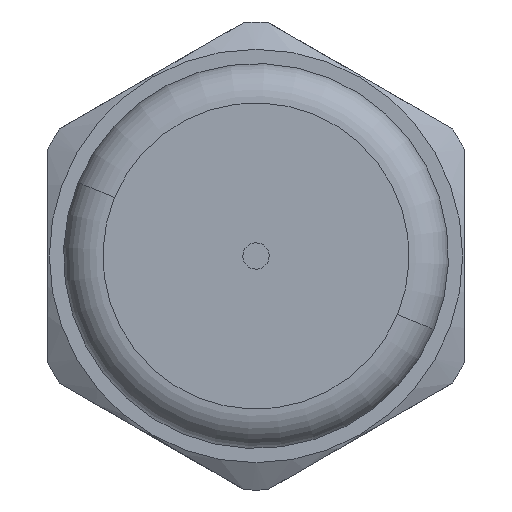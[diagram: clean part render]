
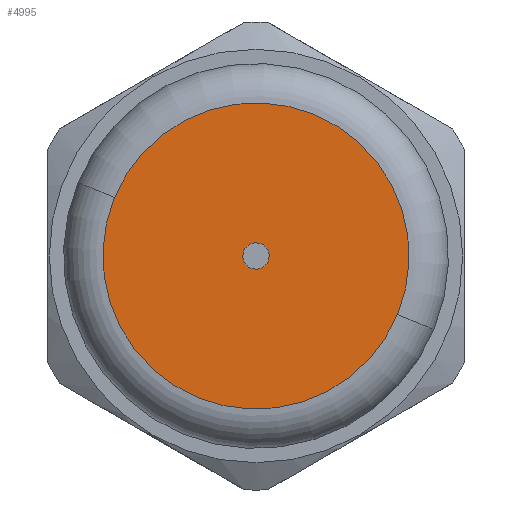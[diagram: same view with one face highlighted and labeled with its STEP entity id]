
A CAD part, left-side view. The second image highlights one B-rep face of the part: STEP entity #4995.
In plain terms, the highlighted planar face has unit normal (-1, 0, 0).
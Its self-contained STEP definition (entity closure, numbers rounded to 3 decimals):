
#295 = DIRECTION ( 'NONE',  ( 0., 0.924, 0.382 ) ) ;
#821 = CARTESIAN_POINT ( 'NONE',  ( -21.9, 6.47, 2.673 ) ) ;
#1145 = AXIS2_PLACEMENT_3D ( 'NONE', #5570, #2644, #6130 ) ;
#1356 = AXIS2_PLACEMENT_3D ( 'NONE', #6149, #1482, #6732 ) ;
#1482 = DIRECTION ( 'NONE',  ( -1., 0., 0. ) ) ;
#1747 = DIRECTION ( 'NONE',  ( -1., 0., 0. ) ) ;
#1888 = ORIENTED_EDGE ( 'NONE', *, *, #2566, .F. ) ;
#2462 = AXIS2_PLACEMENT_3D ( 'NONE', #4107, #1747, #5881 ) ;
#2467 = FACE_OUTER_BOUND ( 'NONE', #7004, .T. ) ;
#2473 = EDGE_CURVE ( 'NONE', #7508, #4172, #2748, .T. ) ;
#2566 = EDGE_CURVE ( 'NONE', #4848, #5885, #5872, .T. ) ;
#2644 = DIRECTION ( 'NONE',  ( 1., 0., 0. ) ) ;
#2748 = CIRCLE ( 'NONE', #6314, 7. ) ;
#2826 = CARTESIAN_POINT ( 'NONE',  ( -21.9, -6.47, -2.673 ) ) ;
#2842 = ORIENTED_EDGE ( 'NONE', *, *, #2890, .F. ) ;
#2890 = EDGE_CURVE ( 'NONE', #5885, #4848, #4665, .T. ) ;
#3181 = CARTESIAN_POINT ( 'NONE',  ( -21.9, 0., 0. ) ) ;
#3578 = CARTESIAN_POINT ( 'NONE',  ( -21.9, -0.555, -0.229 ) ) ;
#3727 = CIRCLE ( 'NONE', #1356, 7. ) ;
#4107 = CARTESIAN_POINT ( 'NONE',  ( -21.9, 0., 0. ) ) ;
#4113 = AXIS2_PLACEMENT_3D ( 'NONE', #3181, #7302, #295 ) ;
#4172 = VERTEX_POINT ( 'NONE', #821 ) ;
#4665 = CIRCLE ( 'NONE', #2462, 0.6 ) ;
#4848 = VERTEX_POINT ( 'NONE', #5356 ) ;
#4995 = ADVANCED_FACE ( 'NONE', ( #5668, #2467 ), #6718, .F. ) ;
#5240 = DIRECTION ( 'NONE',  ( -1., 0., 0. ) ) ;
#5261 = CARTESIAN_POINT ( 'NONE',  ( -21.9, 0., 0. ) ) ;
#5356 = CARTESIAN_POINT ( 'NONE',  ( -21.9, 0.555, 0.229 ) ) ;
#5570 = CARTESIAN_POINT ( 'NONE',  ( -21.9, 0.229, -0.555 ) ) ;
#5649 = ORIENTED_EDGE ( 'NONE', *, *, #2473, .T. ) ;
#5668 = FACE_BOUND ( 'NONE', #6672, .T. ) ;
#5831 = DIRECTION ( 'NONE',  ( 0., 0.924, 0.382 ) ) ;
#5872 = CIRCLE ( 'NONE', #4113, 0.6 ) ;
#5881 = DIRECTION ( 'NONE',  ( 0., 0.924, 0.382 ) ) ;
#5885 = VERTEX_POINT ( 'NONE', #3578 ) ;
#5909 = ORIENTED_EDGE ( 'NONE', *, *, #6148, .T. ) ;
#6130 = DIRECTION ( 'NONE',  ( 0., -0.924, -0.382 ) ) ;
#6148 = EDGE_CURVE ( 'NONE', #4172, #7508, #3727, .T. ) ;
#6149 = CARTESIAN_POINT ( 'NONE',  ( -21.9, 0., 0. ) ) ;
#6314 = AXIS2_PLACEMENT_3D ( 'NONE', #5261, #5240, #5831 ) ;
#6672 = EDGE_LOOP ( 'NONE', ( #1888, #2842 ) ) ;
#6718 = PLANE ( 'NONE',  #1145 ) ;
#6732 = DIRECTION ( 'NONE',  ( 0., 0.924, 0.382 ) ) ;
#7004 = EDGE_LOOP ( 'NONE', ( #5909, #5649 ) ) ;
#7302 = DIRECTION ( 'NONE',  ( -1., 0., 0. ) ) ;
#7508 = VERTEX_POINT ( 'NONE', #2826 ) ;
